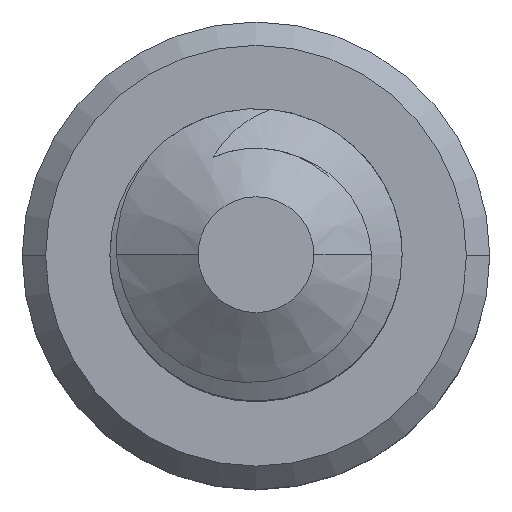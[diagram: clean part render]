
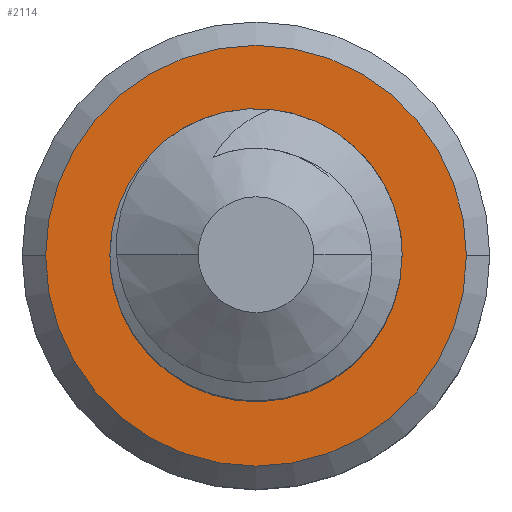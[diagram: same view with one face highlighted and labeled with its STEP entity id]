
A CAD part, top view. The second image highlights one B-rep face of the part: STEP entity #2114.
In plain terms, the highlighted planar face has unit normal (0, 0, 1).
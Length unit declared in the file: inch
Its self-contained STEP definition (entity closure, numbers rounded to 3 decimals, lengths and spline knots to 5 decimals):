
#13 = VERTEX_POINT ( 'NONE', #2675 ) ;
#45 = CARTESIAN_POINT ( 'NONE',  ( -0.01944, -0.01646, -0.125 ) ) ;
#168 = VERTEX_POINT ( 'NONE', #2206 ) ;
#186 = CARTESIAN_POINT ( 'NONE',  ( 0.0215, 0.01691, -0.125 ) ) ;
#241 = DIRECTION ( 'NONE',  ( 0., 0., 1. ) ) ;
#284 = EDGE_LOOP ( 'NONE', ( #644, #1165 ) ) ;
#332 = CARTESIAN_POINT ( 'NONE',  ( -0.02724, -0.00297, -0.125 ) ) ;
#387 = FACE_OUTER_BOUND ( 'NONE', #284, .T. ) ;
#427 = EDGE_LOOP ( 'NONE', ( #1536, #1120, #457, #1405 ) ) ;
#457 = ORIENTED_EDGE ( 'NONE', *, *, #2294, .T. ) ;
#480 = CARTESIAN_POINT ( 'NONE',  ( 0.02534, 0.00193, -0.125 ) ) ;
#483 = AXIS2_PLACEMENT_3D ( 'NONE', #591, #2265, #859 ) ;
#591 = CARTESIAN_POINT ( 'NONE',  ( 0., 0., -0.125 ) ) ;
#618 = B_SPLINE_CURVE_WITH_KNOTS ( 'NONE', 3,
 ( #1131, #2502, #1672, #45, #1893, #332, #2074, #620, #2286, #884 ),
 .UNSPECIFIED., .F., .F.,
 ( 4, 2, 2, 2, 4 ),
 ( 0., 0.00039, 0.00078, 0.00117, 0.00157 ),
 .UNSPECIFIED. ) ;
#620 = CARTESIAN_POINT ( 'NONE',  ( -0.02652, 0.0125, -0.125 ) ) ;
#644 = ORIENTED_EDGE ( 'NONE', *, *, #2351, .T. ) ;
#743 = CARTESIAN_POINT ( 'NONE',  ( 0., 0.03, -0.125 ) ) ;
#753 = CARTESIAN_POINT ( 'NONE',  ( 0.01958, -0.01259, -0.125 ) ) ;
#859 = DIRECTION ( 'NONE',  ( 1., 0., 0. ) ) ;
#867 = CARTESIAN_POINT ( 'NONE',  ( 0., 0., -0.125 ) ) ;
#884 = CARTESIAN_POINT ( 'NONE',  ( -0.02102, 0.02141, -0.125 ) ) ;
#930 = FACE_BOUND ( 'NONE', #427, .T. ) ;
#1077 = DIRECTION ( 'NONE',  ( -1., 0., 0. ) ) ;
#1083 = VERTEX_POINT ( 'NONE', #1636 ) ;
#1110 = VERTEX_POINT ( 'NONE', #2402 ) ;
#1120 = ORIENTED_EDGE ( 'NONE', *, *, #2612, .T. ) ;
#1131 = CARTESIAN_POINT ( 'NONE',  ( 0., -0.02188, -0.125 ) ) ;
#1136 = DIRECTION ( 'NONE',  ( -1., 0., 0. ) ) ;
#1141 = CIRCLE ( 'NONE', #2212, 0.02188 ) ;
#1165 = ORIENTED_EDGE ( 'NONE', *, *, #2846, .T. ) ;
#1194 = AXIS2_PLACEMENT_3D ( 'NONE', #867, #2508, #1136 ) ;
#1284 = VERTEX_POINT ( 'NONE', #1530 ) ;
#1405 = ORIENTED_EDGE ( 'NONE', *, *, #2537, .T. ) ;
#1530 = CARTESIAN_POINT ( 'NONE',  ( -0.0432, 0., -0.125 ) ) ;
#1536 = ORIENTED_EDGE ( 'NONE', *, *, #2336, .F. ) ;
#1595 = PLANE ( 'NONE',  #1835 ) ;
#1599 = DIRECTION ( 'NONE',  ( 0., 0., -1. ) ) ;
#1636 = CARTESIAN_POINT ( 'NONE',  ( -0.02102, 0.02141, -0.125 ) ) ;
#1672 = CARTESIAN_POINT ( 'NONE',  ( -0.01041, -0.02161, -0.125 ) ) ;
#1677 = CIRCLE ( 'NONE', #483, 0.03 ) ;
#1725 = VERTEX_POINT ( 'NONE', #3075 ) ;
#1796 = CARTESIAN_POINT ( 'NONE',  ( 0.01825, 0.02123, -0.125 ) ) ;
#1835 = AXIS2_PLACEMENT_3D ( 'NONE', #2026, #2455, #1077 ) ;
#1836 = CARTESIAN_POINT ( 'NONE',  ( 0., 0., -0.125 ) ) ;
#1893 = CARTESIAN_POINT ( 'NONE',  ( -0.02293, -0.0124, -0.125 ) ) ;
#1990 = CARTESIAN_POINT ( 'NONE',  ( 0.02509, 0.00728, -0.125 ) ) ;
#2000 = CIRCLE ( 'NONE', #2431, 0.0432 ) ;
#2021 = DIRECTION ( 'NONE',  ( -1., 0., 0. ) ) ;
#2026 = CARTESIAN_POINT ( 'NONE',  ( 0., 0., -0.125 ) ) ;
#2074 = CARTESIAN_POINT ( 'NONE',  ( -0.02798, 0.00234, -0.125 ) ) ;
#2088 = B_SPLINE_CURVE_WITH_KNOTS ( 'NONE', 3,
 ( #743, #2162, #3112, #1796, #186, #1990, #480, #2168, #753, #2403 ),
 .UNSPECIFIED., .F., .F.,
 ( 4, 2, 2, 2, 4 ),
 ( 0., 0.00039, 0.00078, 0.00117, 0.00156 ),
 .UNSPECIFIED. ) ;
#2114 = ADVANCED_FACE ( 'NONE', ( #387, #930 ), #1595, .F. ) ;
#2162 = CARTESIAN_POINT ( 'NONE',  ( 0.00518, 0.02946, -0.125 ) ) ;
#2168 = CARTESIAN_POINT ( 'NONE',  ( 0.02251, -0.0081, -0.125 ) ) ;
#2206 = CARTESIAN_POINT ( 'NONE',  ( 0., 0.03, -0.125 ) ) ;
#2212 = AXIS2_PLACEMENT_3D ( 'NONE', #2945, #1599, #3150 ) ;
#2265 = DIRECTION ( 'NONE',  ( 0., 0., 1. ) ) ;
#2286 = CARTESIAN_POINT ( 'NONE',  ( -0.02428, 0.01736, -0.125 ) ) ;
#2294 = EDGE_CURVE ( 'NONE', #1725, #1110, #1141, .T. ) ;
#2336 = EDGE_CURVE ( 'NONE', #168, #1083, #1677, .T. ) ;
#2351 = EDGE_CURVE ( 'NONE', #1284, #13, #2768, .T. ) ;
#2402 = CARTESIAN_POINT ( 'NONE',  ( 0., -0.02188, -0.125 ) ) ;
#2403 = CARTESIAN_POINT ( 'NONE',  ( 0.01533, -0.01561, -0.125 ) ) ;
#2431 = AXIS2_PLACEMENT_3D ( 'NONE', #1836, #241, #2021 ) ;
#2455 = DIRECTION ( 'NONE',  ( 0., 0., -1. ) ) ;
#2502 = CARTESIAN_POINT ( 'NONE',  ( -0.00516, -0.02262, -0.125 ) ) ;
#2508 = DIRECTION ( 'NONE',  ( 0., 0., 1. ) ) ;
#2537 = EDGE_CURVE ( 'NONE', #1110, #1083, #618, .T. ) ;
#2612 = EDGE_CURVE ( 'NONE', #168, #1725, #2088, .T. ) ;
#2675 = CARTESIAN_POINT ( 'NONE',  ( 0.0432, 0., -0.125 ) ) ;
#2768 = CIRCLE ( 'NONE', #1194, 0.0432 ) ;
#2846 = EDGE_CURVE ( 'NONE', #13, #1284, #2000, .T. ) ;
#2945 = CARTESIAN_POINT ( 'NONE',  ( 0., 0., -0.125 ) ) ;
#3075 = CARTESIAN_POINT ( 'NONE',  ( 0.01533, -0.01561, -0.125 ) ) ;
#3112 = CARTESIAN_POINT ( 'NONE',  ( 0.01011, 0.02748, -0.125 ) ) ;
#3150 = DIRECTION ( 'NONE',  ( 1., 0., 0. ) ) ;
